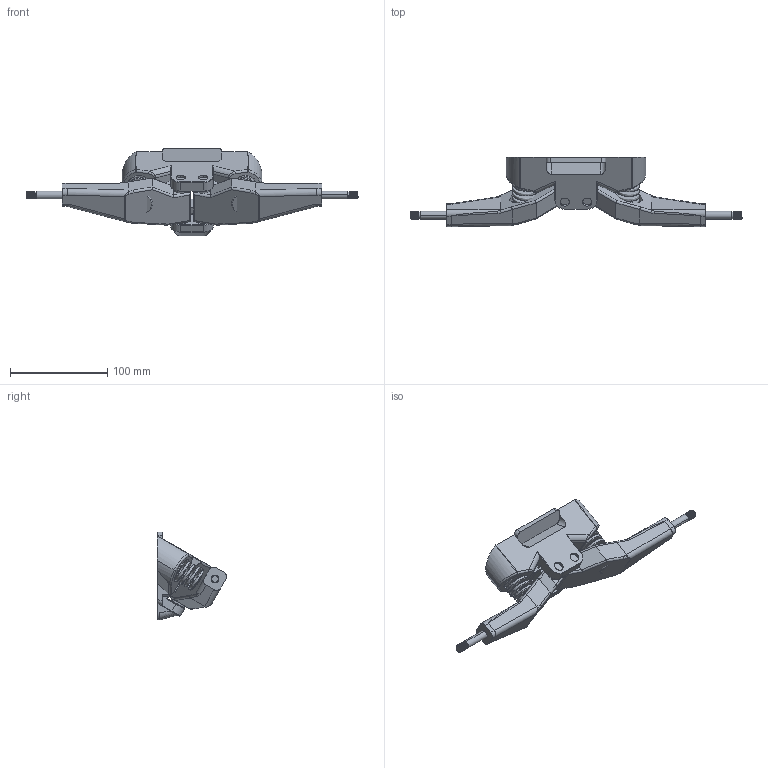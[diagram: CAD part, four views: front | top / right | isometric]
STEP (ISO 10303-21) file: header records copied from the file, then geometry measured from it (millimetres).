
FILE_DESCRIPTION (( 'STEP AP214' ), '1' );
FILE_NAME ('5-X truck ASM.STEP', '2023-03-17T03:33:29', ( '' ), ( '' ), 'SwSTEP 2.0', 'SolidWorks 2019', '' );
FILE_SCHEMA (( 'AUTOMOTIVE_DESIGN' ));
Length unit declared in the file: millimetre
Products named in the file (13): 5-X Truck Hanger Axle; E-Z blocks; 5-X Truck Water-Resistant Sleeve Bearing_6362K208; Black Die Spring 25 mm Hole Diameter 51mm long_1804N177; Spring with Cap asm; 5-X Truck Hanger_Right; 5-X Truck Kingpin; 5-X truck ASM; 5xtv2; Boblock FRE-0005-REV04-FACEPLATE-FRE002; Spring cap; 5-X Truck Hanger_Left
Assembly tree (22 placements, depth 3):
  5-X truck ASM
    5xtv2
    5-X Truck Hanger_Left
    5-X Truck Hanger_Right
    5-X Truck Water-Resistant Sleeve Bearing_6362K208  x4
    5-X Truck Kingpin  x2
    E-Z blocks  x2
    Spring with Cap asm
      Spring cap  x2
      Black Die Spring 25 mm Hole Diameter 51mm long_1804N177
    Spring with Cap asm
      Spring cap  x2
      Black Die Spring 25 mm Hole Diameter 51mm long_1804N177
    5-X Truck Hanger Axle  x2
    Boblock FRE-0005-REV04-FACEPLATE-FRE002
Bounding box: 341.37 x 71.12 x 90.37 mm (x, y, z)
Volume: 362072.2 mm3; surface area: 116904.1 mm2
Topology: 20 solids, 20 shells, 535 faces, 1323 edges, 842 vertices
Faces by surface type: cylinder 218, plane 216, bspline 49, torus 28, cone 20, sphere 4
Entity records: 29230 total; most frequent: CARTESIAN_POINT 19514, ORIENTED_EDGE 2070, DIRECTION 1779, EDGE_CURVE 1035, VERTEX_POINT 661, AXIS2_PLACEMENT_3D 607, LINE 565, VECTOR 565
